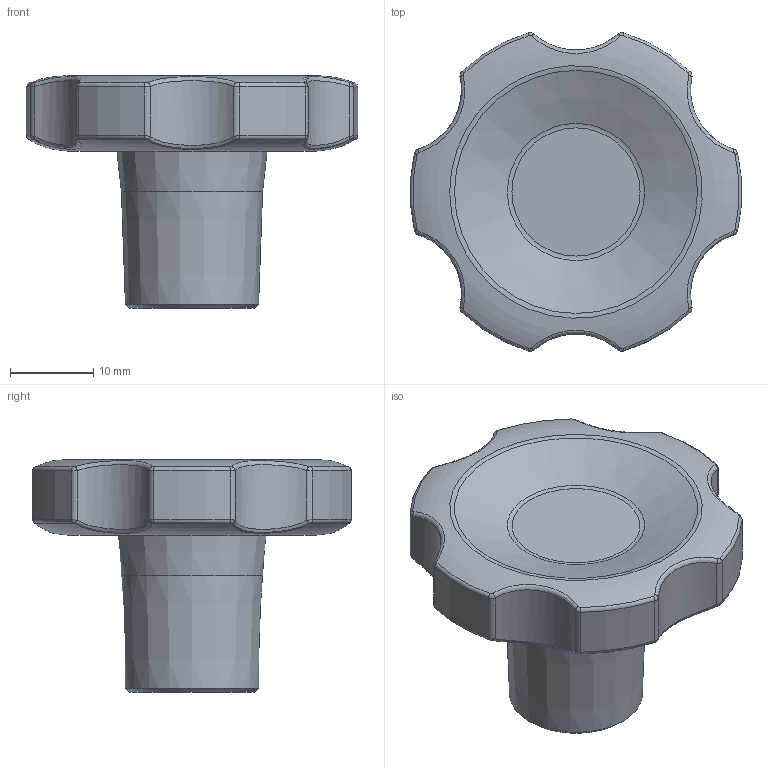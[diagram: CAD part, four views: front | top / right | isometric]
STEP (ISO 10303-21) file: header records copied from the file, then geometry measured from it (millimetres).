
FILE_DESCRIPTION( ( 'Unknown' ), '1' );
FILE_NAME( '6370510_LBX40_M08.stp', 'Unknown', ( 'Unknown' ), ( 'Unknown' ), 'PSStep 11.0', 'Unknown', ' ' );
FILE_SCHEMA( ( 'AUTOMOTIVE_DESIGN { 1 0 10303 214 1 1 1 1 }' ) );
Length unit declared in the file: millimetre
Products named in the file (1): 6370510
Bounding box: 39.88 x 38.38 x 28 mm (x, y, z)
Volume: 10559.1 mm3; surface area: 5131 mm2
Topology: 1 solids, 1 shells, 90 faces, 209 edges, 121 vertices
Faces by surface type: bspline 36, cylinder 26, torus 18, cone 8, plane 2
Full cylindrical faces by diameter (mm): 6.647 x2
Entity records: 9432 total; most frequent: CARTESIAN_POINT 7008, ORIENTED_EDGE 368, DIRECTION 310, EDGE_CURVE 184, AXIS2_PLACEMENT_3D 143, VERTEX_POINT 113, EDGE_LOOP 106, FACE_OUTER_BOUND 98
